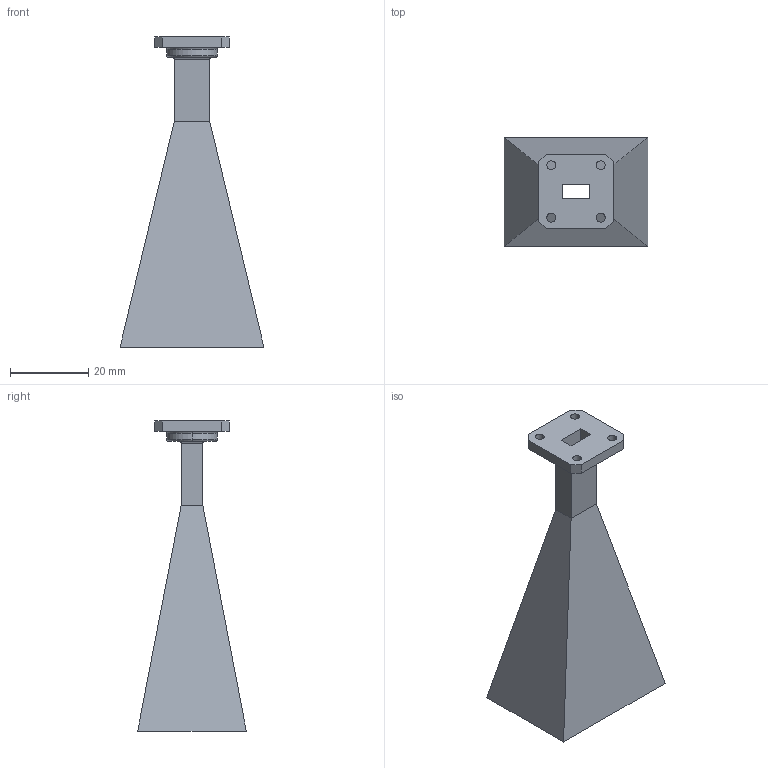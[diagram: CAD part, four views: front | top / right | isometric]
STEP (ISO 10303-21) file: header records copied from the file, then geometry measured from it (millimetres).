
FILE_DESCRIPTION (( 'STEP AP203' ), '1' );
FILE_NAME ('SH128-20.step', '2018-07-20T18:07:44', ( '' ), ( '' ), 'SwSTEP 2.0', 'SolidWorks 2017', '' );
FILE_SCHEMA (( 'CONFIG_CONTROL_DESIGN' ));
Length unit declared in the file: inch
Products named in the file (1): SH128-20
Bounding box: 36.83 x 27.81 x 79.38 mm (x, y, z)
Volume: 5913.7 mm3; surface area: 10893.2 mm2
Topology: 1 solids, 1 shells, 50 faces, 126 edges, 76 vertices
Faces by surface type: plane 28, cylinder 14, torus 8
Entity records: 1561 total; most frequent: CARTESIAN_POINT 261, DIRECTION 260, ORIENTED_EDGE 244, EDGE_CURVE 122, AXIS2_PLACEMENT_3D 91, VECTOR 78, LINE 78, VERTEX_POINT 76
